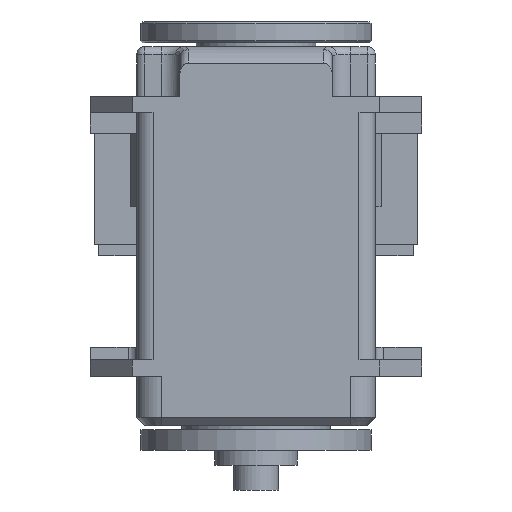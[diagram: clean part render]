
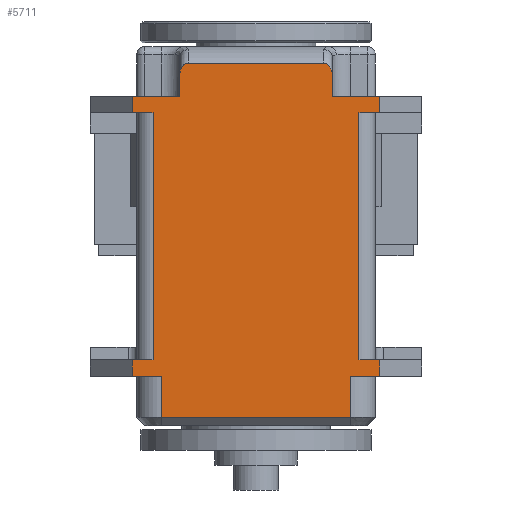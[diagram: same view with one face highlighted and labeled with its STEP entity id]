
A CAD part, front view. The second image highlights one B-rep face of the part: STEP entity #5711.
In plain terms, the highlighted face is planar.
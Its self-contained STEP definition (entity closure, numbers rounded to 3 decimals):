
#49=B_SPLINE_CURVE_WITH_KNOTS('',3,(#8616,#8617,#8618,#8619,#8620,#8621,
#8622,#8623,#8624,#8625),.UNSPECIFIED.,.F.,.F.,(4,2,2,2,4),(-0.188,
-0.121,-0.071,-0.033,0.),
 .UNSPECIFIED.);
#50=B_SPLINE_CURVE_WITH_KNOTS('',3,(#8649,#8650,#8651,#8652,#8653,#8654,
#8655,#8656,#8657,#8658),.UNSPECIFIED.,.F.,.F.,(4,2,2,2,4),(0.,0.033,
0.071,0.121,0.188),.UNSPECIFIED.);
#335=FACE_OUTER_BOUND('',#669,.T.);
#669=EDGE_LOOP('',(#4025,#4026,#4027,#4028,#4029,#4030,#4031,#4032,#4033,
#4034,#4035,#4036,#4037,#4038,#4039,#4040,#4041,#4042,#4043,#4044,#4045,
#4046));
#1105=LINE('',#8336,#1697);
#1179=LINE('',#8630,#1771);
#1180=LINE('',#8632,#1772);
#1181=LINE('',#8634,#1773);
#1182=LINE('',#8636,#1774);
#1183=LINE('',#8638,#1775);
#1184=LINE('',#8640,#1776);
#1185=LINE('',#8642,#1777);
#1186=LINE('',#8644,#1778);
#1187=LINE('',#8645,#1779);
#1188=LINE('',#8647,#1780);
#1189=LINE('',#8660,#1781);
#1190=LINE('',#8662,#1782);
#1191=LINE('',#8664,#1783);
#1192=LINE('',#8666,#1784);
#1193=LINE('',#8668,#1785);
#1194=LINE('',#8670,#1786);
#1195=LINE('',#8672,#1787);
#1196=LINE('',#8674,#1788);
#1197=LINE('',#8675,#1789);
#1697=VECTOR('',#6643,23.);
#1771=VECTOR('',#6819,5.);
#1772=VECTOR('',#6820,3.5);
#1773=VECTOR('',#6821,2.);
#1774=VECTOR('',#6822,2.5);
#1775=VECTOR('',#6823,30.);
#1776=VECTOR('',#6824,2.5);
#1777=VECTOR('',#6825,2.);
#1778=VECTOR('',#6826,5.75);
#1779=VECTOR('',#6827,2.5);
#1780=VECTOR('',#6828,16.5);
#1781=VECTOR('',#6829,2.5);
#1782=VECTOR('',#6830,5.75);
#1783=VECTOR('',#6831,2.);
#1784=VECTOR('',#6832,2.5);
#1785=VECTOR('',#6833,30.);
#1786=VECTOR('',#6834,2.5);
#1787=VECTOR('',#6835,2.);
#1788=VECTOR('',#6836,3.5);
#1789=VECTOR('',#6837,5.);
#2507=VERTEX_POINT('',#8331);
#2508=VERTEX_POINT('',#8335);
#2583=VERTEX_POINT('',#8614);
#2584=VERTEX_POINT('',#8615);
#2585=VERTEX_POINT('',#8629);
#2586=VERTEX_POINT('',#8631);
#2587=VERTEX_POINT('',#8633);
#2588=VERTEX_POINT('',#8635);
#2589=VERTEX_POINT('',#8637);
#2590=VERTEX_POINT('',#8639);
#2591=VERTEX_POINT('',#8641);
#2592=VERTEX_POINT('',#8643);
#2593=VERTEX_POINT('',#8646);
#2594=VERTEX_POINT('',#8648);
#2595=VERTEX_POINT('',#8659);
#2596=VERTEX_POINT('',#8661);
#2597=VERTEX_POINT('',#8663);
#2598=VERTEX_POINT('',#8665);
#2599=VERTEX_POINT('',#8667);
#2600=VERTEX_POINT('',#8669);
#2601=VERTEX_POINT('',#8671);
#2602=VERTEX_POINT('',#8673);
#3069=EDGE_CURVE('',#2507,#2508,#1105,.T.);
#3168=EDGE_CURVE('',#2583,#2584,#49,.T.);
#3171=EDGE_CURVE('',#2507,#2585,#1179,.T.);
#3172=EDGE_CURVE('',#2585,#2586,#1180,.T.);
#3173=EDGE_CURVE('',#2587,#2586,#1181,.T.);
#3174=EDGE_CURVE('',#2587,#2588,#1182,.T.);
#3175=EDGE_CURVE('',#2588,#2589,#1183,.T.);
#3176=EDGE_CURVE('',#2589,#2590,#1184,.T.);
#3177=EDGE_CURVE('',#2590,#2591,#1185,.T.);
#3178=EDGE_CURVE('',#2591,#2592,#1186,.T.);
#3179=EDGE_CURVE('',#2583,#2592,#1187,.T.);
#3180=EDGE_CURVE('',#2593,#2584,#1188,.T.);
#3181=EDGE_CURVE('',#2593,#2594,#50,.T.);
#3182=EDGE_CURVE('',#2594,#2595,#1189,.T.);
#3183=EDGE_CURVE('',#2595,#2596,#1190,.T.);
#3184=EDGE_CURVE('',#2597,#2596,#1191,.T.);
#3185=EDGE_CURVE('',#2597,#2598,#1192,.T.);
#3186=EDGE_CURVE('',#2599,#2598,#1193,.T.);
#3187=EDGE_CURVE('',#2599,#2600,#1194,.T.);
#3188=EDGE_CURVE('',#2600,#2601,#1195,.T.);
#3189=EDGE_CURVE('',#2601,#2602,#1196,.T.);
#3190=EDGE_CURVE('',#2508,#2602,#1197,.T.);
#4025=ORIENTED_EDGE('',*,*,#3069,.F.);
#4026=ORIENTED_EDGE('',*,*,#3171,.T.);
#4027=ORIENTED_EDGE('',*,*,#3172,.T.);
#4028=ORIENTED_EDGE('',*,*,#3173,.F.);
#4029=ORIENTED_EDGE('',*,*,#3174,.T.);
#4030=ORIENTED_EDGE('',*,*,#3175,.T.);
#4031=ORIENTED_EDGE('',*,*,#3176,.T.);
#4032=ORIENTED_EDGE('',*,*,#3177,.T.);
#4033=ORIENTED_EDGE('',*,*,#3178,.T.);
#4034=ORIENTED_EDGE('',*,*,#3179,.F.);
#4035=ORIENTED_EDGE('',*,*,#3168,.T.);
#4036=ORIENTED_EDGE('',*,*,#3180,.F.);
#4037=ORIENTED_EDGE('',*,*,#3181,.T.);
#4038=ORIENTED_EDGE('',*,*,#3182,.T.);
#4039=ORIENTED_EDGE('',*,*,#3183,.T.);
#4040=ORIENTED_EDGE('',*,*,#3184,.F.);
#4041=ORIENTED_EDGE('',*,*,#3185,.T.);
#4042=ORIENTED_EDGE('',*,*,#3186,.F.);
#4043=ORIENTED_EDGE('',*,*,#3187,.T.);
#4044=ORIENTED_EDGE('',*,*,#3188,.T.);
#4045=ORIENTED_EDGE('',*,*,#3189,.T.);
#4046=ORIENTED_EDGE('',*,*,#3190,.F.);
#5488=PLANE('',#6126);
#5711=ADVANCED_FACE('',(#335),#5488,.T.);
#6126=AXIS2_PLACEMENT_3D('',#8628,#6817,#6818);
#6643=DIRECTION('',(-1.,0.,0.));
#6817=DIRECTION('center_axis',(0.,1.,0.));
#6818=DIRECTION('ref_axis',(-1.,0.,0.));
#6819=DIRECTION('',(0.,0.,-1.));
#6820=DIRECTION('',(1.,0.,0.));
#6821=DIRECTION('',(0.,0.,1.));
#6822=DIRECTION('',(-1.,0.,0.));
#6823=DIRECTION('',(0.,0.,-1.));
#6824=DIRECTION('',(1.,0.,0.));
#6825=DIRECTION('',(0.,0.,-1.));
#6826=DIRECTION('',(-1.,0.,0.));
#6827=DIRECTION('',(0.,0.,1.));
#6828=DIRECTION('',(1.,0.,0.));
#6829=DIRECTION('',(0.,0.,1.));
#6830=DIRECTION('',(-1.,0.,0.));
#6831=DIRECTION('',(0.,0.,-1.));
#6832=DIRECTION('',(1.,0.,0.));
#6833=DIRECTION('',(0.,0.,-1.));
#6834=DIRECTION('',(-1.,0.,0.));
#6835=DIRECTION('',(0.,0.,1.));
#6836=DIRECTION('',(1.,0.,0.));
#6837=DIRECTION('',(0.,0.,-1.));
#8331=CARTESIAN_POINT('',(11.5,14.5,22.));
#8335=CARTESIAN_POINT('',(-11.5,14.5,22.));
#8336=CARTESIAN_POINT('',(11.5,14.5,22.));
#8614=CARTESIAN_POINT('',(9.25,14.5,-19.5));
#8615=CARTESIAN_POINT('',(8.25,14.5,-21.));
#8616=CARTESIAN_POINT('Ctrl Pts',(9.25,14.5,-19.5));
#8617=CARTESIAN_POINT('Ctrl Pts',(9.25,14.5,-19.724));
#8618=CARTESIAN_POINT('Ctrl Pts',(9.215,14.5,-19.992));
#8619=CARTESIAN_POINT('Ctrl Pts',(9.093,14.5,-20.361));
#8620=CARTESIAN_POINT('Ctrl Pts',(9.004,14.5,-20.537));
#8621=CARTESIAN_POINT('Ctrl Pts',(8.818,14.5,-20.764));
#8622=CARTESIAN_POINT('Ctrl Pts',(8.699,14.5,-20.864));
#8623=CARTESIAN_POINT('Ctrl Pts',(8.486,14.5,-20.969));
#8624=CARTESIAN_POINT('Ctrl Pts',(8.359,14.5,-21.));
#8625=CARTESIAN_POINT('Ctrl Pts',(8.25,14.5,-21.));
#8628=CARTESIAN_POINT('Origin',(14.5,14.5,-23.));
#8629=CARTESIAN_POINT('',(11.5,14.5,17.));
#8630=CARTESIAN_POINT('',(11.5,14.5,22.));
#8631=CARTESIAN_POINT('',(15.,14.5,17.));
#8632=CARTESIAN_POINT('',(11.5,14.5,17.));
#8633=CARTESIAN_POINT('',(15.,14.5,15.));
#8634=CARTESIAN_POINT('',(15.,14.5,15.));
#8635=CARTESIAN_POINT('',(12.5,14.5,15.));
#8636=CARTESIAN_POINT('',(15.,14.5,15.));
#8637=CARTESIAN_POINT('',(12.5,14.5,-15.));
#8638=CARTESIAN_POINT('',(12.5,14.5,15.));
#8639=CARTESIAN_POINT('',(15.,14.5,-15.));
#8640=CARTESIAN_POINT('',(12.5,14.5,-15.));
#8641=CARTESIAN_POINT('',(15.,14.5,-17.));
#8642=CARTESIAN_POINT('',(15.,14.5,-15.));
#8643=CARTESIAN_POINT('',(9.25,14.5,-17.));
#8644=CARTESIAN_POINT('',(15.,14.5,-17.));
#8645=CARTESIAN_POINT('',(9.25,14.5,-19.5));
#8646=CARTESIAN_POINT('',(-8.25,14.5,-21.));
#8647=CARTESIAN_POINT('',(-8.25,14.5,-21.));
#8648=CARTESIAN_POINT('',(-9.25,14.5,-19.5));
#8649=CARTESIAN_POINT('Ctrl Pts',(-8.25,14.5,-21.));
#8650=CARTESIAN_POINT('Ctrl Pts',(-8.359,14.5,-21.));
#8651=CARTESIAN_POINT('Ctrl Pts',(-8.486,14.5,-20.969));
#8652=CARTESIAN_POINT('Ctrl Pts',(-8.699,14.5,-20.864));
#8653=CARTESIAN_POINT('Ctrl Pts',(-8.818,14.5,-20.764));
#8654=CARTESIAN_POINT('Ctrl Pts',(-9.004,14.5,-20.537));
#8655=CARTESIAN_POINT('Ctrl Pts',(-9.093,14.5,-20.361));
#8656=CARTESIAN_POINT('Ctrl Pts',(-9.215,14.5,-19.992));
#8657=CARTESIAN_POINT('Ctrl Pts',(-9.25,14.5,-19.724));
#8658=CARTESIAN_POINT('Ctrl Pts',(-9.25,14.5,-19.5));
#8659=CARTESIAN_POINT('',(-9.25,14.5,-17.));
#8660=CARTESIAN_POINT('',(-9.25,14.5,-19.5));
#8661=CARTESIAN_POINT('',(-15.,14.5,-17.));
#8662=CARTESIAN_POINT('',(-9.25,14.5,-17.));
#8663=CARTESIAN_POINT('',(-15.,14.5,-15.));
#8664=CARTESIAN_POINT('',(-15.,14.5,-15.));
#8665=CARTESIAN_POINT('',(-12.5,14.5,-15.));
#8666=CARTESIAN_POINT('',(-15.,14.5,-15.));
#8667=CARTESIAN_POINT('',(-12.5,14.5,15.));
#8668=CARTESIAN_POINT('',(-12.5,14.5,15.));
#8669=CARTESIAN_POINT('',(-15.,14.5,15.));
#8670=CARTESIAN_POINT('',(-12.5,14.5,15.));
#8671=CARTESIAN_POINT('',(-15.,14.5,17.));
#8672=CARTESIAN_POINT('',(-15.,14.5,15.));
#8673=CARTESIAN_POINT('',(-11.5,14.5,17.));
#8674=CARTESIAN_POINT('',(-15.,14.5,17.));
#8675=CARTESIAN_POINT('',(-11.5,14.5,22.));
